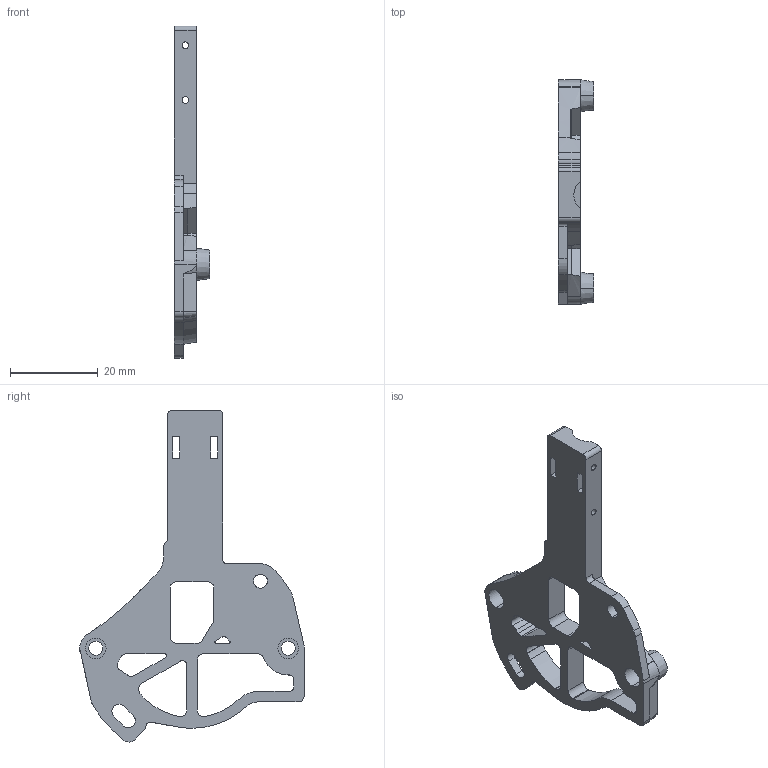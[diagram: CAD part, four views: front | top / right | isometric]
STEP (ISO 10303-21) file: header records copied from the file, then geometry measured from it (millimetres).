
FILE_DESCRIPTION (( 'STEP AP214' ), '1' );
FILE_NAME ('cw2 36can盓殤.STEP', '2023-03-24T11:14:27', ( '' ), ( '' ), 'SwSTEP 2.0', 'SolidWorks 2022', '' );
FILE_SCHEMA (( 'AUTOMOTIVE_DESIGN' ));
Length unit declared in the file: millimetre
Products named in the file (1): cw2 36can盓殤
Bounding box: 8 x 51.18 x 75.65 mm (x, y, z)
Volume: 5924.4 mm3; surface area: 5578.6 mm2
Topology: 1 solids, 1 shells, 174 faces, 492 edges, 322 vertices
Faces by surface type: cylinder 83, plane 78, cone 12, bspline 1
Entity records: 5880 total; most frequent: CARTESIAN_POINT 1128, DIRECTION 1023, ORIENTED_EDGE 984, EDGE_CURVE 492, AXIS2_PLACEMENT_3D 371, VERTEX_POINT 322, VECTOR 281, LINE 281
